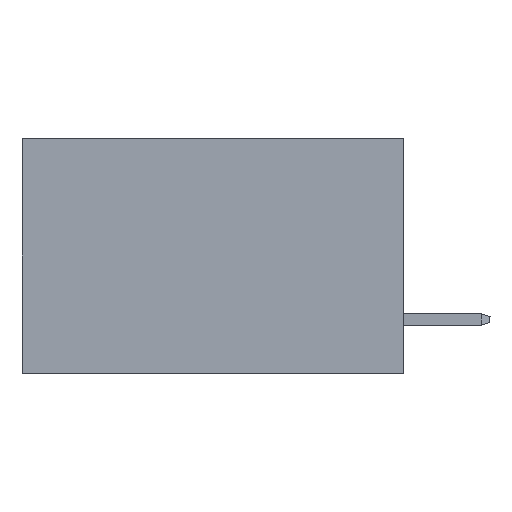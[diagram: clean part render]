
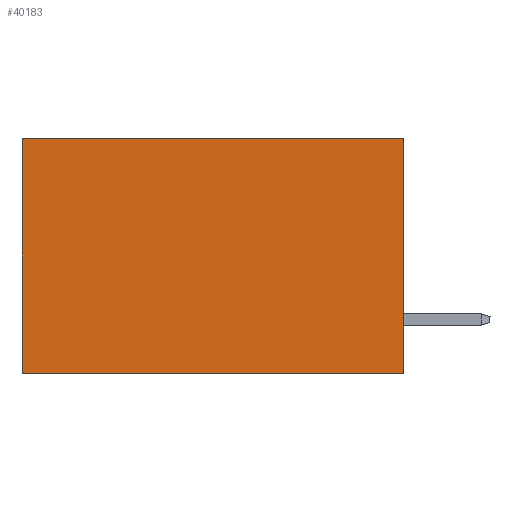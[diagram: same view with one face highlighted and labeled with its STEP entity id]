
A CAD part, left-side view. The second image highlights one B-rep face of the part: STEP entity #40183.
In plain terms, the highlighted planar face has unit normal (-1, 0, 0).
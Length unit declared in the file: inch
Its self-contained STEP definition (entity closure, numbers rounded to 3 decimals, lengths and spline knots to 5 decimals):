
#310 = EDGE_LOOP ( 'NONE', ( #20112, #29822, #46003, #558 ) ) ;
#558 = ORIENTED_EDGE ( 'NONE', *, *, #8794, .T. ) ;
#2316 = CARTESIAN_POINT ( 'NONE',  ( 0.2875, 0., 0. ) ) ;
#2513 = CARTESIAN_POINT ( 'NONE',  ( 0.2875, 0.6, -0.37 ) ) ;
#4127 = VECTOR ( 'NONE', #12724, 39.37008 ) ;
#4151 = LINE ( 'NONE', #18573, #23239 ) ;
#5472 = CARTESIAN_POINT ( 'NONE',  ( 0.2875, 0.6, 0. ) ) ;
#6464 = CARTESIAN_POINT ( 'NONE',  ( 0.2875, 0., -0.37 ) ) ;
#7103 = DIRECTION ( 'NONE',  ( 1., 0., 0. ) ) ;
#8396 = DIRECTION ( 'NONE',  ( 0., 0., -1. ) ) ;
#8653 = EDGE_CURVE ( 'NONE', #40427, #45605, #17010, .T. ) ;
#8794 = EDGE_CURVE ( 'NONE', #40427, #32988, #8950, .T. ) ;
#8930 = VECTOR ( 'NONE', #34921, 39.37008 ) ;
#8950 = LINE ( 'NONE', #37904, #4127 ) ;
#11147 = EDGE_CURVE ( 'NONE', #32988, #33753, #4151, .T. ) ;
#12436 = VECTOR ( 'NONE', #31419, 39.37008 ) ;
#12724 = DIRECTION ( 'NONE',  ( 0., 1., 0. ) ) ;
#14529 = CARTESIAN_POINT ( 'NONE',  ( 0.2875, 0., -0.37 ) ) ;
#17010 = LINE ( 'NONE', #2316, #12436 ) ;
#17992 = EDGE_CURVE ( 'NONE', #45605, #33753, #23268, .T. ) ;
#18327 = AXIS2_PLACEMENT_3D ( 'NONE', #24624, #7103, #32198 ) ;
#18573 = CARTESIAN_POINT ( 'NONE',  ( 0.2875, 0.6, 0. ) ) ;
#20112 = ORIENTED_EDGE ( 'NONE', *, *, #11147, .T. ) ;
#23239 = VECTOR ( 'NONE', #8396, 39.37008 ) ;
#23268 = LINE ( 'NONE', #6464, #8930 ) ;
#24624 = CARTESIAN_POINT ( 'NONE',  ( 0.2875, 0., 0. ) ) ;
#29822 = ORIENTED_EDGE ( 'NONE', *, *, #17992, .F. ) ;
#31419 = DIRECTION ( 'NONE',  ( 0., 0., -1. ) ) ;
#32198 = DIRECTION ( 'NONE',  ( 0., 0., -1. ) ) ;
#32988 = VERTEX_POINT ( 'NONE', #5472 ) ;
#33753 = VERTEX_POINT ( 'NONE', #2513 ) ;
#34795 = CARTESIAN_POINT ( 'NONE',  ( 0.2875, 0., 0. ) ) ;
#34921 = DIRECTION ( 'NONE',  ( 0., 1., 0. ) ) ;
#35563 = FACE_OUTER_BOUND ( 'NONE', #310, .T. ) ;
#37904 = CARTESIAN_POINT ( 'NONE',  ( 0.2875, 0., 0. ) ) ;
#39613 = PLANE ( 'NONE',  #18327 ) ;
#40183 = ADVANCED_FACE ( 'NONE', ( #35563 ), #39613, .F. ) ;
#40427 = VERTEX_POINT ( 'NONE', #34795 ) ;
#45605 = VERTEX_POINT ( 'NONE', #14529 ) ;
#46003 = ORIENTED_EDGE ( 'NONE', *, *, #8653, .F. ) ;
